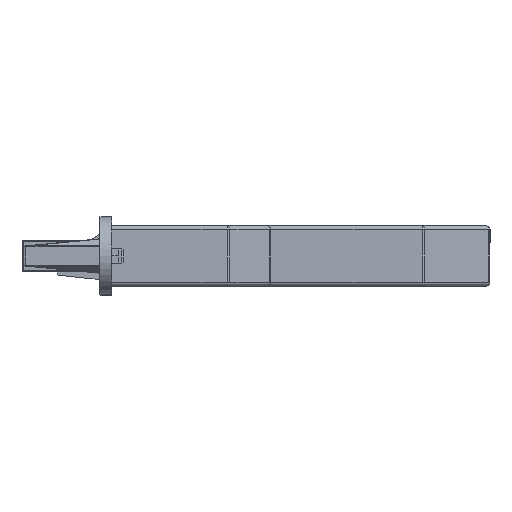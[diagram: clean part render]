
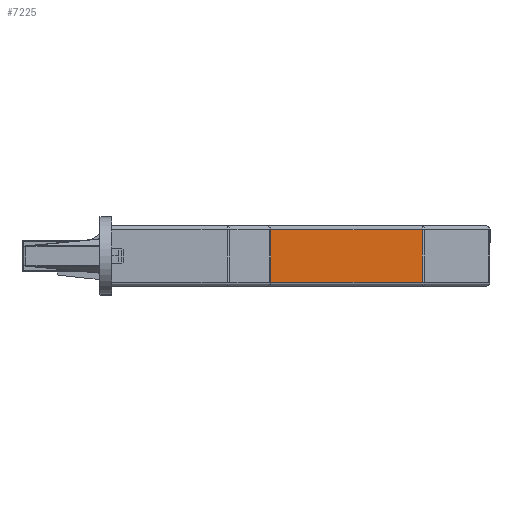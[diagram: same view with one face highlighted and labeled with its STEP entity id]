
A CAD part, front view. The second image highlights one B-rep face of the part: STEP entity #7225.
In plain terms, the highlighted face is planar.
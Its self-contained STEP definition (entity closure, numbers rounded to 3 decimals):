
#581 = ORIENTED_EDGE ( 'NONE', *, *, #5799, .T. ) ;
#973 = AXIS2_PLACEMENT_3D ( 'NONE', #17746, #10774, #17635 ) ;
#1000 = CARTESIAN_POINT ( 'NONE',  ( 93.586, 145.3, -1.75 ) ) ;
#1113 = DIRECTION ( 'NONE',  ( 0., 0., -1. ) ) ;
#1300 = EDGE_CURVE ( 'NONE', #9808, #17123, #21161, .T. ) ;
#1706 = CARTESIAN_POINT ( 'NONE',  ( 14., 145.3, 12.75 ) ) ;
#2134 = ORIENTED_EDGE ( 'NONE', *, *, #2557, .T. ) ;
#2137 = AXIS2_PLACEMENT_3D ( 'NONE', #2954, #14780, #7919 ) ;
#2557 = EDGE_CURVE ( 'NONE', #2808, #9808, #14640, .T. ) ;
#2808 = VERTEX_POINT ( 'NONE', #7420 ) ;
#2954 = CARTESIAN_POINT ( 'NONE',  ( 44.75, 145.3, 6. ) ) ;
#4343 = CARTESIAN_POINT ( 'NONE',  ( 14., 145.3, -0.75 ) ) ;
#4887 = EDGE_CURVE ( 'NONE', #17123, #11200, #15919, .T. ) ;
#5517 = CARTESIAN_POINT ( 'NONE',  ( 93.586, 145.3, -0.75 ) ) ;
#5599 = AXIS2_PLACEMENT_3D ( 'NONE', #14355, #5809, #14700 ) ;
#5643 = VECTOR ( 'NONE', #14006, 1000. ) ;
#5799 = EDGE_CURVE ( 'NONE', #14243, #13551, #11071, .T. ) ;
#5809 = DIRECTION ( 'NONE',  ( 0., 1., 0. ) ) ;
#5963 = ORIENTED_EDGE ( 'NONE', *, *, #8062, .T. ) ;
#7225 = ADVANCED_FACE ( 'NONE', ( #21218, #15942 ), #7395, .T. ) ;
#7395 = PLANE ( 'NONE',  #5599 ) ;
#7420 = CARTESIAN_POINT ( 'NONE',  ( 93.586, 145.3, 12.75 ) ) ;
#7919 = DIRECTION ( 'NONE',  ( 0., 0., -1. ) ) ;
#8062 = EDGE_CURVE ( 'NONE', #11200, #2808, #16005, .T. ) ;
#8337 = DIRECTION ( 'NONE',  ( -1., 0., 0. ) ) ;
#8655 = ORIENTED_EDGE ( 'NONE', *, *, #17507, .T. ) ;
#9249 = DIRECTION ( 'NONE',  ( 1., 0., 0. ) ) ;
#9637 = VECTOR ( 'NONE', #1113, 1000. ) ;
#9808 = VERTEX_POINT ( 'NONE', #5517 ) ;
#10563 = EDGE_LOOP ( 'NONE', ( #16605, #5963, #2134, #20850 ) ) ;
#10774 = DIRECTION ( 'NONE',  ( 0., -1., 0. ) ) ;
#11029 = EDGE_LOOP ( 'NONE', ( #8655, #581 ) ) ;
#11071 = CIRCLE ( 'NONE', #973, 1.75 ) ;
#11200 = VERTEX_POINT ( 'NONE', #1706 ) ;
#12354 = VECTOR ( 'NONE', #9249, 1000. ) ;
#13551 = VERTEX_POINT ( 'NONE', #19551 ) ;
#13605 = VECTOR ( 'NONE', #8337, 1000. ) ;
#14006 = DIRECTION ( 'NONE',  ( 0., 0., 1. ) ) ;
#14243 = VERTEX_POINT ( 'NONE', #14320 ) ;
#14320 = CARTESIAN_POINT ( 'NONE',  ( 44.75, 145.3, 7.75 ) ) ;
#14355 = CARTESIAN_POINT ( 'NONE',  ( 14., 145.3, -1.75 ) ) ;
#14640 = LINE ( 'NONE', #1000, #9637 ) ;
#14700 = DIRECTION ( 'NONE',  ( 0., 0., 1. ) ) ;
#14780 = DIRECTION ( 'NONE',  ( 0., -1., 0. ) ) ;
#15919 = LINE ( 'NONE', #20763, #5643 ) ;
#15942 = FACE_OUTER_BOUND ( 'NONE', #10563, .T. ) ;
#16005 = LINE ( 'NONE', #21172, #12354 ) ;
#16605 = ORIENTED_EDGE ( 'NONE', *, *, #4887, .T. ) ;
#17123 = VERTEX_POINT ( 'NONE', #4343 ) ;
#17507 = EDGE_CURVE ( 'NONE', #13551, #14243, #21548, .T. ) ;
#17635 = DIRECTION ( 'NONE',  ( 0., 0., -1. ) ) ;
#17746 = CARTESIAN_POINT ( 'NONE',  ( 44.75, 145.3, 6. ) ) ;
#19483 = CARTESIAN_POINT ( 'NONE',  ( 14., 145.3, -0.75 ) ) ;
#19551 = CARTESIAN_POINT ( 'NONE',  ( 44.75, 145.3, 4.25 ) ) ;
#20763 = CARTESIAN_POINT ( 'NONE',  ( 14., 145.3, -1.75 ) ) ;
#20850 = ORIENTED_EDGE ( 'NONE', *, *, #1300, .T. ) ;
#21161 = LINE ( 'NONE', #19483, #13605 ) ;
#21172 = CARTESIAN_POINT ( 'NONE',  ( 14., 145.3, 12.75 ) ) ;
#21218 = FACE_BOUND ( 'NONE', #11029, .T. ) ;
#21548 = CIRCLE ( 'NONE', #2137, 1.75 ) ;
